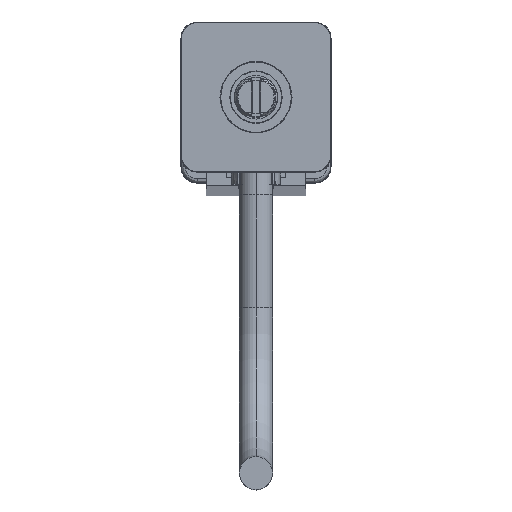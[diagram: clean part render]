
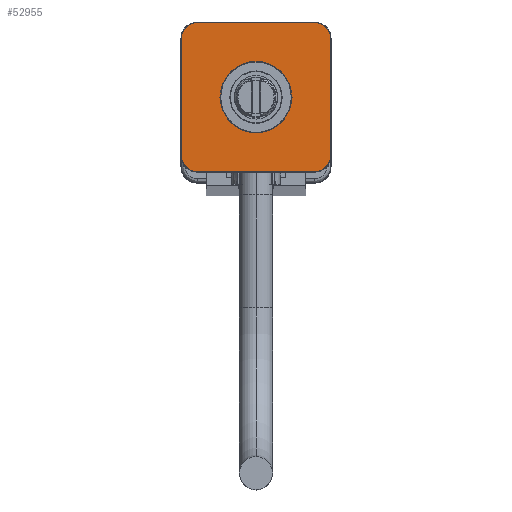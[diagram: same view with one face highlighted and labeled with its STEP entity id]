
A CAD part, top view. The second image highlights one B-rep face of the part: STEP entity #52955.
In plain terms, the highlighted planar face has unit normal (0, 0, 1).
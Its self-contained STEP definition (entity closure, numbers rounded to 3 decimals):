
#480=CARTESIAN_POINT('',(7.,9.35,381.05));
#481=DIRECTION('',(0.,0.,1.));
#482=DIRECTION('',(1.,0.,0.));
#483=AXIS2_PLACEMENT_3D('',#480,#481,#482);
#485=DIRECTION('',(0.,-1.,0.));
#486=VECTOR('',#485,14.);
#487=CARTESIAN_POINT('',(9.,9.35,381.05));
#488=LINE('',#487,#486);
#489=CARTESIAN_POINT('',(7.,-4.65,381.05));
#490=DIRECTION('',(0.,0.,1.));
#491=DIRECTION('',(0.,-1.,0.));
#492=AXIS2_PLACEMENT_3D('',#489,#490,#491);
#494=DIRECTION('',(-1.,0.,0.));
#495=VECTOR('',#494,14.);
#496=CARTESIAN_POINT('',(7.,-6.65,381.05));
#497=LINE('',#496,#495);
#498=CARTESIAN_POINT('',(-7.,-4.65,381.05));
#499=DIRECTION('',(0.,0.,1.));
#500=DIRECTION('',(-1.,0.,0.));
#501=AXIS2_PLACEMENT_3D('',#498,#499,#500);
#503=DIRECTION('',(0.,1.,0.));
#504=VECTOR('',#503,14.);
#505=CARTESIAN_POINT('',(-9.,-4.65,381.05));
#506=LINE('',#505,#504);
#507=CARTESIAN_POINT('',(-7.,9.35,381.05));
#508=DIRECTION('',(0.,0.,1.));
#509=DIRECTION('',(0.,1.,0.));
#510=AXIS2_PLACEMENT_3D('',#507,#508,#509);
#512=DIRECTION('',(1.,0.,0.));
#513=VECTOR('',#512,14.);
#514=CARTESIAN_POINT('',(-7.,11.35,381.05));
#515=LINE('',#514,#513);
#516=CARTESIAN_POINT('',(0.,2.35,381.05));
#517=DIRECTION('',(0.,0.,-1.));
#518=DIRECTION('',(-1.,0.,0.));
#519=AXIS2_PLACEMENT_3D('',#516,#517,#518);
#521=CARTESIAN_POINT('',(0.,2.35,381.05));
#522=DIRECTION('',(0.,0.,-1.));
#523=DIRECTION('',(1.,0.,0.));
#524=AXIS2_PLACEMENT_3D('',#521,#522,#523);
#50935=CARTESIAN_POINT('',(-4.25,2.35,381.05));
#50936=CARTESIAN_POINT('',(4.25,2.35,381.05));
#50937=VERTEX_POINT('',#50935);
#50938=VERTEX_POINT('',#50936);
#50943=CARTESIAN_POINT('',(9.,9.35,381.05));
#50944=CARTESIAN_POINT('',(7.,11.35,381.05));
#50945=VERTEX_POINT('',#50943);
#50946=VERTEX_POINT('',#50944);
#50947=CARTESIAN_POINT('',(7.,-6.65,381.05));
#50948=CARTESIAN_POINT('',(9.,-4.65,381.05));
#50949=VERTEX_POINT('',#50947);
#50950=VERTEX_POINT('',#50948);
#50951=CARTESIAN_POINT('',(-9.,-4.65,381.05));
#50952=CARTESIAN_POINT('',(-7.,-6.65,381.05));
#50953=VERTEX_POINT('',#50951);
#50954=VERTEX_POINT('',#50952);
#50955=CARTESIAN_POINT('',(-7.,11.35,381.05));
#50956=CARTESIAN_POINT('',(-9.,9.35,381.05));
#50957=VERTEX_POINT('',#50955);
#50958=VERTEX_POINT('',#50956);
#52927=CARTESIAN_POINT('',(0.,2.35,381.05));
#52928=DIRECTION('',(0.,0.,-1.));
#52929=DIRECTION('',(-1.,0.,0.));
#52930=AXIS2_PLACEMENT_3D('',#52927,#52928,#52929);
#52931=PLANE('',#52930);
#52933=ORIENTED_EDGE('',*,*,#52932,.F.);
#52935=ORIENTED_EDGE('',*,*,#52934,.T.);
#52937=ORIENTED_EDGE('',*,*,#52936,.F.);
#52939=ORIENTED_EDGE('',*,*,#52938,.T.);
#52941=ORIENTED_EDGE('',*,*,#52940,.F.);
#52943=ORIENTED_EDGE('',*,*,#52942,.T.);
#52945=ORIENTED_EDGE('',*,*,#52944,.F.);
#52947=ORIENTED_EDGE('',*,*,#52946,.T.);
#52948=EDGE_LOOP('',(#52933,#52935,#52937,#52939,#52941,#52943,#52945,#52947));
#52949=FACE_OUTER_BOUND('',#52948,.F.);
#52950=ORIENTED_EDGE('',*,*,#52910,.F.);
#52952=ORIENTED_EDGE('',*,*,#52951,.F.);
#52953=EDGE_LOOP('',(#52950,#52952));
#52954=FACE_BOUND('',#52953,.F.);
#52955=ADVANCED_FACE('',(#52949,#52954),#52931,.F.);
#484=CIRCLE('',#483,2.);
#493=CIRCLE('',#492,2.);
#502=CIRCLE('',#501,2.);
#511=CIRCLE('',#510,2.);
#520=CIRCLE('',#519,4.25);
#525=CIRCLE('',#524,4.25);
#52910=EDGE_CURVE('',#50937,#50938,#520,.T.);
#52932=EDGE_CURVE('',#50945,#50946,#484,.T.);
#52934=EDGE_CURVE('',#50945,#50950,#488,.T.);
#52936=EDGE_CURVE('',#50949,#50950,#493,.T.);
#52938=EDGE_CURVE('',#50949,#50954,#497,.T.);
#52940=EDGE_CURVE('',#50953,#50954,#502,.T.);
#52942=EDGE_CURVE('',#50953,#50958,#506,.T.);
#52944=EDGE_CURVE('',#50957,#50958,#511,.T.);
#52946=EDGE_CURVE('',#50957,#50946,#515,.T.);
#52951=EDGE_CURVE('',#50938,#50937,#525,.T.);
